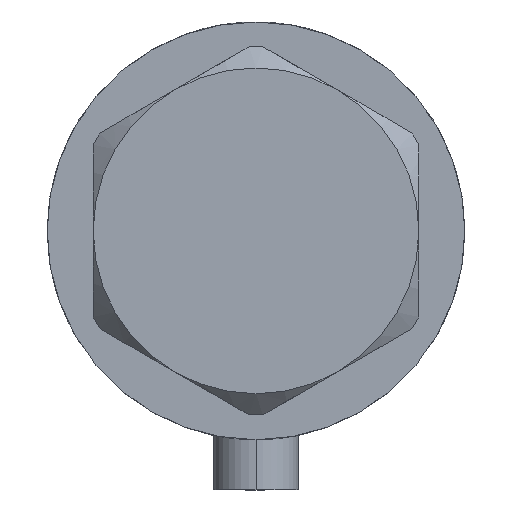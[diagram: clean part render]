
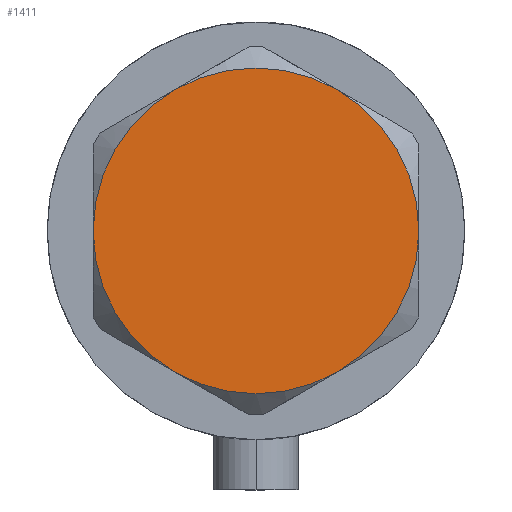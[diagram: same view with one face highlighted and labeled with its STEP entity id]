
A CAD part, left-side view. The second image highlights one B-rep face of the part: STEP entity #1411.
In plain terms, the highlighted face is planar.
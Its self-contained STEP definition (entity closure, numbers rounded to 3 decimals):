
#89 = CIRCLE ( 'NONE', #2917, 23. ) ;
#154 = CARTESIAN_POINT ( 'NONE',  ( 0., 0., 13. ) ) ;
#313 = AXIS2_PLACEMENT_3D ( 'NONE', #154, #1450, #3592 ) ;
#317 = CIRCLE ( 'NONE', #694, 23. ) ;
#349 = DIRECTION ( 'NONE',  ( 1., 0., 0. ) ) ;
#480 = CARTESIAN_POINT ( 'NONE',  ( 0., 0., 13. ) ) ;
#608 = AXIS2_PLACEMENT_3D ( 'NONE', #3993, #3730, #2694 ) ;
#694 = AXIS2_PLACEMENT_3D ( 'NONE', #1379, #2377, #349 ) ;
#760 = ORIENTED_EDGE ( 'NONE', *, *, #2382, .T. ) ;
#1117 = DIRECTION ( 'NONE',  ( 0., 0., 1. ) ) ;
#1346 = CARTESIAN_POINT ( 'NONE',  ( 11.5, 19.919, 13. ) ) ;
#1379 = CARTESIAN_POINT ( 'NONE',  ( 0., 0., 13. ) ) ;
#1407 = CIRCLE ( 'NONE', #3359, 23. ) ;
#1411 = ADVANCED_FACE ( 'NONE', ( #3184 ), #2529, .T. ) ;
#1450 = DIRECTION ( 'NONE',  ( 0., 0., 1. ) ) ;
#1537 = VERTEX_POINT ( 'NONE', #2395 ) ;
#1569 = ORIENTED_EDGE ( 'NONE', *, *, #4220, .T. ) ;
#1580 = ORIENTED_EDGE ( 'NONE', *, *, #2218, .T. ) ;
#1645 = DIRECTION ( 'NONE',  ( 0., 0., 1. ) ) ;
#1654 = CARTESIAN_POINT ( 'NONE',  ( 0., 0., 13. ) ) ;
#1681 = VERTEX_POINT ( 'NONE', #3509 ) ;
#1861 = ORIENTED_EDGE ( 'NONE', *, *, #2271, .T. ) ;
#1958 = VERTEX_POINT ( 'NONE', #3691 ) ;
#1994 = EDGE_CURVE ( 'NONE', #4232, #1958, #89, .T. ) ;
#2020 = CARTESIAN_POINT ( 'NONE',  ( 0., 0., 13. ) ) ;
#2218 = EDGE_CURVE ( 'NONE', #1958, #1681, #3482, .T. ) ;
#2271 = EDGE_CURVE ( 'NONE', #3900, #4232, #4134, .T. ) ;
#2371 = ORIENTED_EDGE ( 'NONE', *, *, #3807, .T. ) ;
#2377 = DIRECTION ( 'NONE',  ( 0., 0., 1. ) ) ;
#2382 = EDGE_CURVE ( 'NONE', #2829, #1537, #1407, .T. ) ;
#2395 = CARTESIAN_POINT ( 'NONE',  ( -11.5, 19.919, 13. ) ) ;
#2418 = AXIS2_PLACEMENT_3D ( 'NONE', #480, #3594, #4238 ) ;
#2451 = DIRECTION ( 'NONE',  ( 0., 0., 1. ) ) ;
#2529 = PLANE ( 'NONE',  #313 ) ;
#2694 = DIRECTION ( 'NONE',  ( 1., 0., 0. ) ) ;
#2702 = AXIS2_PLACEMENT_3D ( 'NONE', #2020, #1645, #4060 ) ;
#2829 = VERTEX_POINT ( 'NONE', #1346 ) ;
#2917 = AXIS2_PLACEMENT_3D ( 'NONE', #1654, #1117, #3112 ) ;
#3112 = DIRECTION ( 'NONE',  ( 1., 0., 0. ) ) ;
#3184 = FACE_OUTER_BOUND ( 'NONE', #3545, .T. ) ;
#3359 = AXIS2_PLACEMENT_3D ( 'NONE', #3410, #2451, #4170 ) ;
#3410 = CARTESIAN_POINT ( 'NONE',  ( 0., 0., 13. ) ) ;
#3482 = CIRCLE ( 'NONE', #608, 23. ) ;
#3509 = CARTESIAN_POINT ( 'NONE',  ( 23., 0., 13. ) ) ;
#3545 = EDGE_LOOP ( 'NONE', ( #1580, #2371, #760, #1569, #1861, #3557 ) ) ;
#3557 = ORIENTED_EDGE ( 'NONE', *, *, #1994, .T. ) ;
#3592 = DIRECTION ( 'NONE',  ( 1., 0., 0. ) ) ;
#3594 = DIRECTION ( 'NONE',  ( 0., 0., 1. ) ) ;
#3691 = CARTESIAN_POINT ( 'NONE',  ( 11.5, -19.919, 13. ) ) ;
#3730 = DIRECTION ( 'NONE',  ( 0., 0., 1. ) ) ;
#3807 = EDGE_CURVE ( 'NONE', #1681, #2829, #317, .T. ) ;
#3900 = VERTEX_POINT ( 'NONE', #4360 ) ;
#3993 = CARTESIAN_POINT ( 'NONE',  ( 0., 0., 13. ) ) ;
#4060 = DIRECTION ( 'NONE',  ( 1., 0., 0. ) ) ;
#4061 = CIRCLE ( 'NONE', #2418, 23. ) ;
#4134 = CIRCLE ( 'NONE', #2702, 23. ) ;
#4170 = DIRECTION ( 'NONE',  ( 1., 0., 0. ) ) ;
#4220 = EDGE_CURVE ( 'NONE', #1537, #3900, #4061, .T. ) ;
#4232 = VERTEX_POINT ( 'NONE', #4260 ) ;
#4238 = DIRECTION ( 'NONE',  ( 1., 0., 0. ) ) ;
#4260 = CARTESIAN_POINT ( 'NONE',  ( -11.5, -19.919, 13. ) ) ;
#4360 = CARTESIAN_POINT ( 'NONE',  ( -23., 0., 13. ) ) ;
